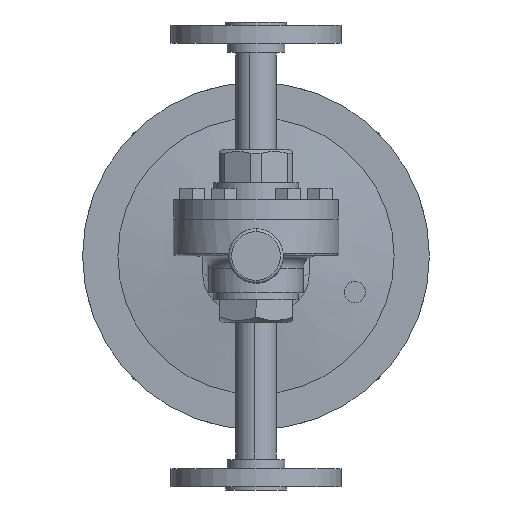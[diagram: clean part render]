
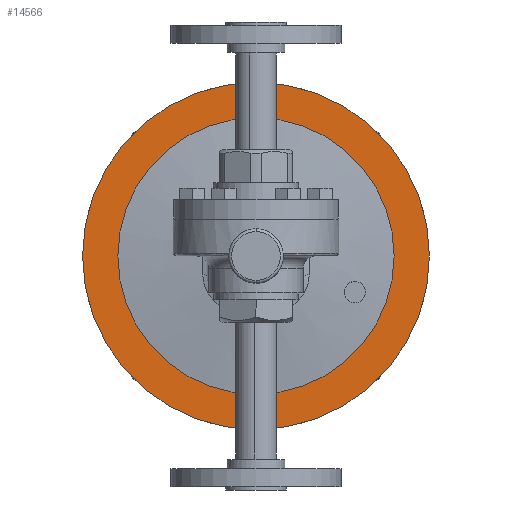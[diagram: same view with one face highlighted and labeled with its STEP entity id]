
A CAD part, front view. The second image highlights one B-rep face of the part: STEP entity #14566.
In plain terms, the highlighted planar face has unit normal (0, -1, 0).
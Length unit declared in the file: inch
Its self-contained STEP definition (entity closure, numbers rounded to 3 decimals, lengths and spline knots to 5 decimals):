
#581 = CARTESIAN_POINT ( 'NONE',  ( 0., 2.25, 3.565 ) ) ;
#748 = DIRECTION ( 'NONE',  ( 0., -1., 0. ) ) ;
#838 = VERTEX_POINT ( 'NONE', #13118 ) ;
#1063 = EDGE_CURVE ( 'NONE', #10582, #838, #5209, .T. ) ;
#2787 = VERTEX_POINT ( 'NONE', #12936 ) ;
#3180 = CARTESIAN_POINT ( 'NONE',  ( 0., 2.25, -2.84 ) ) ;
#3922 = ORIENTED_EDGE ( 'NONE', *, *, #9050, .F. ) ;
#4245 = CARTESIAN_POINT ( 'NONE',  ( 0., 2.25, 0. ) ) ;
#4663 = AXIS2_PLACEMENT_3D ( 'NONE', #4245, #12564, #5443 ) ;
#4805 = FACE_OUTER_BOUND ( 'NONE', #5769, .T. ) ;
#5209 = CIRCLE ( 'NONE', #4663, 3.565 ) ;
#5308 = DIRECTION ( 'NONE',  ( 0., -1., 0. ) ) ;
#5443 = DIRECTION ( 'NONE',  ( 0., 0., -1. ) ) ;
#5769 = EDGE_LOOP ( 'NONE', ( #11724, #11591 ) ) ;
#6042 = AXIS2_PLACEMENT_3D ( 'NONE', #13726, #6741, #15013 ) ;
#6571 = EDGE_CURVE ( 'NONE', #2787, #9455, #14499, .T. ) ;
#6665 = CIRCLE ( 'NONE', #9724, 3.565 ) ;
#6741 = DIRECTION ( 'NONE',  ( 0., -1., 0. ) ) ;
#6785 = CARTESIAN_POINT ( 'NONE',  ( 0., 2.25, 0. ) ) ;
#6813 = AXIS2_PLACEMENT_3D ( 'NONE', #6785, #15080, #7960 ) ;
#7672 = AXIS2_PLACEMENT_3D ( 'NONE', #7846, #748, #9037 ) ;
#7846 = CARTESIAN_POINT ( 'NONE',  ( 0., 2.25, 0. ) ) ;
#7960 = DIRECTION ( 'NONE',  ( 0., 0., -1. ) ) ;
#9037 = DIRECTION ( 'NONE',  ( 0., 0., -1. ) ) ;
#9050 = EDGE_CURVE ( 'NONE', #9455, #2787, #12560, .T. ) ;
#9455 = VERTEX_POINT ( 'NONE', #3180 ) ;
#9724 = AXIS2_PLACEMENT_3D ( 'NONE', #12423, #5308, #13617 ) ;
#10096 = ORIENTED_EDGE ( 'NONE', *, *, #6571, .F. ) ;
#10582 = VERTEX_POINT ( 'NONE', #581 ) ;
#11591 = ORIENTED_EDGE ( 'NONE', *, *, #1063, .T. ) ;
#11724 = ORIENTED_EDGE ( 'NONE', *, *, #14884, .T. ) ;
#12423 = CARTESIAN_POINT ( 'NONE',  ( 0., 2.25, 0. ) ) ;
#12560 = CIRCLE ( 'NONE', #6813, 2.84 ) ;
#12564 = DIRECTION ( 'NONE',  ( 0., -1., 0. ) ) ;
#12936 = CARTESIAN_POINT ( 'NONE',  ( 0., 2.25, 2.84 ) ) ;
#13118 = CARTESIAN_POINT ( 'NONE',  ( 0., 2.25, -3.565 ) ) ;
#13332 = EDGE_LOOP ( 'NONE', ( #10096, #3922 ) ) ;
#13533 = FACE_BOUND ( 'NONE', #13332, .T. ) ;
#13617 = DIRECTION ( 'NONE',  ( 0., 0., -1. ) ) ;
#13726 = CARTESIAN_POINT ( 'NONE',  ( 0., 2.25, -3.655 ) ) ;
#13831 = PLANE ( 'NONE',  #6042 ) ;
#14499 = CIRCLE ( 'NONE', #7672, 2.84 ) ;
#14566 = ADVANCED_FACE ( 'NONE', ( #13533, #4805 ), #13831, .T. ) ;
#14884 = EDGE_CURVE ( 'NONE', #838, #10582, #6665, .T. ) ;
#15013 = DIRECTION ( 'NONE',  ( 0., 0., -1. ) ) ;
#15080 = DIRECTION ( 'NONE',  ( 0., -1., 0. ) ) ;
